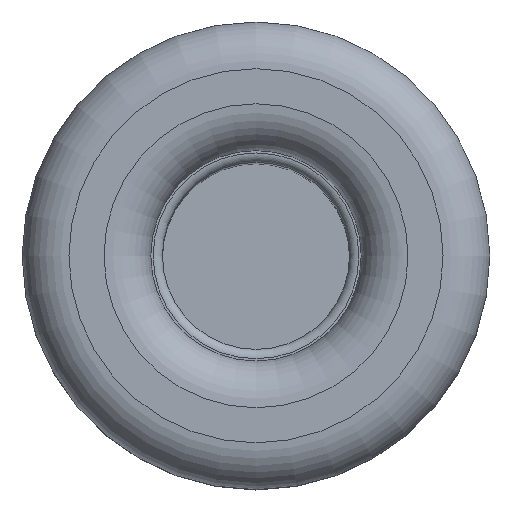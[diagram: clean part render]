
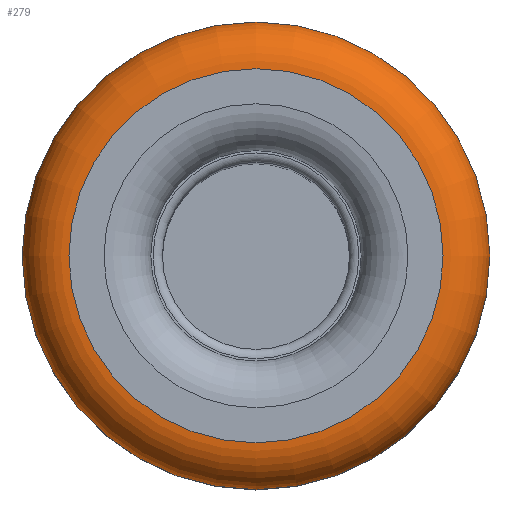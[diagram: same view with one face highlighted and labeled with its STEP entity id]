
A CAD part, top view. The second image highlights one B-rep face of the part: STEP entity #279.
In plain terms, the highlighted toroidal (fillet/blend) face has major radius 4 mm and minor radius 1 mm.
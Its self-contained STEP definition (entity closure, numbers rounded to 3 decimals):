
#48=TOROIDAL_SURFACE('',#312,4.,1.);
#53=FACE_BOUND('',#97,.T.);
#69=FACE_OUTER_BOUND('',#96,.T.);
#96=EDGE_LOOP('',(#211));
#97=EDGE_LOOP('',(#212));
#134=CIRCLE('',#311,4.);
#135=CIRCLE('',#313,5.);
#155=VERTEX_POINT('',#461);
#156=VERTEX_POINT('',#464);
#180=EDGE_CURVE('',#155,#155,#134,.T.);
#181=EDGE_CURVE('',#156,#156,#135,.T.);
#211=ORIENTED_EDGE('',*,*,#180,.T.);
#212=ORIENTED_EDGE('',*,*,#181,.T.);
#279=ADVANCED_FACE('',(#69,#53),#48,.T.);
#311=AXIS2_PLACEMENT_3D('',#462,#365,#366);
#312=AXIS2_PLACEMENT_3D('',#463,#367,#368);
#313=AXIS2_PLACEMENT_3D('',#465,#369,#370);
#365=DIRECTION('center_axis',(0.,0.,-1.));
#366=DIRECTION('ref_axis',(-1.,0.,0.));
#367=DIRECTION('center_axis',(0.,0.,-1.));
#368=DIRECTION('ref_axis',(-1.,0.,0.));
#369=DIRECTION('center_axis',(0.,0.,1.));
#370=DIRECTION('ref_axis',(-1.,0.,0.));
#461=CARTESIAN_POINT('',(4.,0.,5.));
#462=CARTESIAN_POINT('Origin',(0.,0.,5.));
#463=CARTESIAN_POINT('Origin',(0.,0.,4.));
#464=CARTESIAN_POINT('',(5.,0.,4.));
#465=CARTESIAN_POINT('Origin',(0.,0.,4.));
